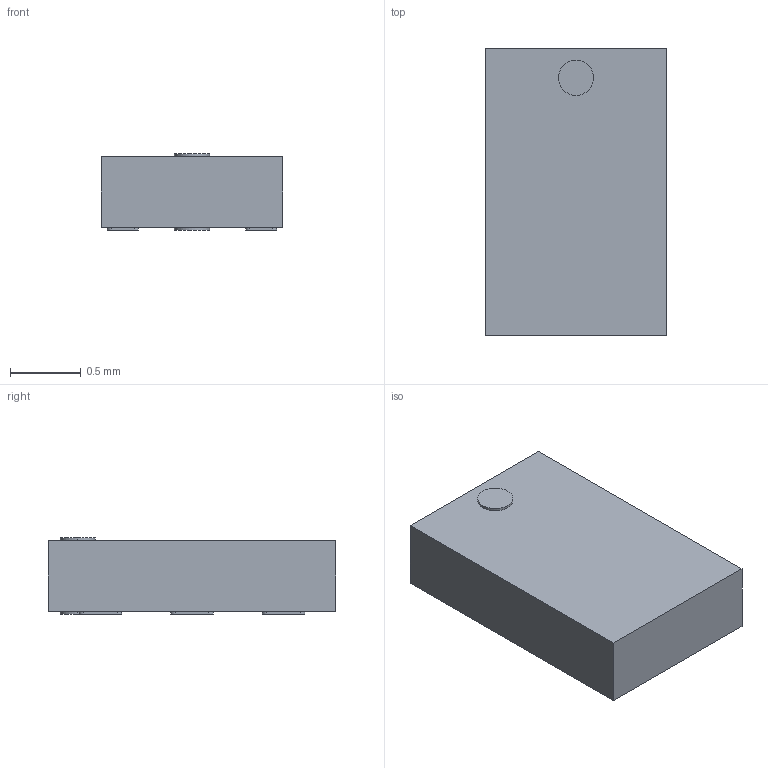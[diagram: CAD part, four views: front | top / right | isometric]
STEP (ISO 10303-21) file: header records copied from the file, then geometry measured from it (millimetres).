
FILE_DESCRIPTION (( 'STEP AP214' ), '1' );
FILE_NAME ('PD0922J5050S2HF Model.STEP', '2024-05-13T14:12:55', ( '' ), ( '' ), 'SwSTEP 2.0', 'SolidWorks 2023', '' );
FILE_SCHEMA (( 'AUTOMOTIVE_DESIGN' ));
Length unit declared in the file: millimetre
Products named in the file (1): PD0922J5050S2HF Model
Bounding box: 1.29 x 2.04 x 0.54 mm (x, y, z)
Volume: 1.3 mm3; surface area: 8.9 mm2
Topology: 2 solids, 2 shells, 85 faces, 204 edges, 136 vertices
Faces by surface type: plane 45, cylinder 40
Entity records: 2530 total; most frequent: DIRECTION 456, CARTESIAN_POINT 426, ORIENTED_EDGE 408, EDGE_CURVE 204, AXIS2_PLACEMENT_3D 166, VERTEX_POINT 136, VECTOR 124, LINE 124
